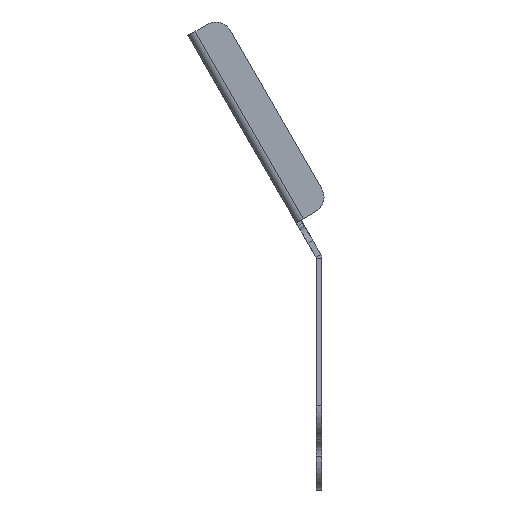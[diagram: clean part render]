
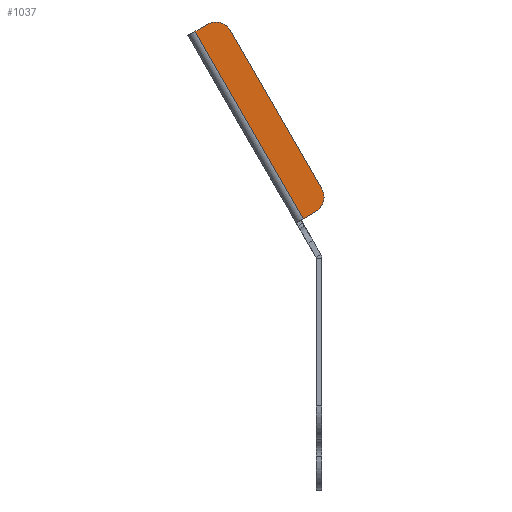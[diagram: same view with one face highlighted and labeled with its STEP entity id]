
A CAD part, left-side view. The second image highlights one B-rep face of the part: STEP entity #1037.
In plain terms, the highlighted planar face has unit normal (-1, 0, 0).
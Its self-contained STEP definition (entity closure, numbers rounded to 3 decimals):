
#18 = ORIENTED_EDGE ( 'NONE', *, *, #541, .T. ) ;
#72 = PLANE ( 'NONE',  #207 ) ;
#99 = DIRECTION ( 'NONE',  ( 0., 1., 0. ) ) ;
#146 = DIRECTION ( 'NONE',  ( -1., 0., 0. ) ) ;
#184 = EDGE_CURVE ( 'NONE', #2783, #1846, #2857, .T. ) ;
#190 = CARTESIAN_POINT ( 'NONE',  ( -56.388, 4.391, 18.048 ) ) ;
#207 = AXIS2_PLACEMENT_3D ( 'NONE', #2837, #2743, #2737 ) ;
#278 = EDGE_CURVE ( 'NONE', #1846, #1645, #1551, .T. ) ;
#337 = DIRECTION ( 'NONE',  ( 0., -0.866, 0.5 ) ) ;
#341 = CARTESIAN_POINT ( 'NONE',  ( -56.388, 1.891, 13.718 ) ) ;
#348 = ORIENTED_EDGE ( 'NONE', *, *, #1554, .F. ) ;
#361 = LINE ( 'NONE', #1368, #1510 ) ;
#541 = EDGE_CURVE ( 'NONE', #1827, #2783, #619, .T. ) ;
#619 = CIRCLE ( 'NONE', #2245, 5. ) ;
#681 = DIRECTION ( 'NONE',  ( 0., 0.5, 0.866 ) ) ;
#830 = VECTOR ( 'NONE', #337, 1000. ) ;
#1037 = ADVANCED_FACE ( 'NONE', ( #1930 ), #72, .F. ) ;
#1159 = DIRECTION ( 'NONE',  ( 0., 0.866, -0.5 ) ) ;
#1165 = ORIENTED_EDGE ( 'NONE', *, *, #278, .T. ) ;
#1368 = CARTESIAN_POINT ( 'NONE',  ( -56.388, 37.748, 67.297 ) ) ;
#1419 = ORIENTED_EDGE ( 'NONE', *, *, #184, .T. ) ;
#1502 = VERTEX_POINT ( 'NONE', #2865 ) ;
#1510 = VECTOR ( 'NONE', #2463, 1000. ) ;
#1521 = CARTESIAN_POINT ( 'NONE',  ( -56.388, 5.583, 11.586 ) ) ;
#1535 = ORIENTED_EDGE ( 'NONE', *, *, #2123, .T. ) ;
#1551 = CIRCLE ( 'NONE', #1629, 5. ) ;
#1554 = EDGE_CURVE ( 'NONE', #2213, #1502, #361, .T. ) ;
#1621 = EDGE_LOOP ( 'NONE', ( #1419, #1165, #2431, #348, #1535, #18 ) ) ;
#1629 = AXIS2_PLACEMENT_3D ( 'NONE', #2540, #2527, #2505 ) ;
#1645 = VERTEX_POINT ( 'NONE', #2128 ) ;
#1827 = VERTEX_POINT ( 'NONE', #341 ) ;
#1846 = VERTEX_POINT ( 'NONE', #2831 ) ;
#1925 = CARTESIAN_POINT ( 'NONE',  ( -56.388, 29.725, 71.928 ) ) ;
#1930 = FACE_OUTER_BOUND ( 'NONE', #1621, .T. ) ;
#2049 = EDGE_CURVE ( 'NONE', #1645, #1502, #2815, .T. ) ;
#2123 = EDGE_CURVE ( 'NONE', #2213, #1827, #2141, .T. ) ;
#2128 = CARTESIAN_POINT ( 'NONE',  ( -56.388, 34.056, 69.428 ) ) ;
#2141 = LINE ( 'NONE', #2361, #830 ) ;
#2213 = VERTEX_POINT ( 'NONE', #1521 ) ;
#2245 = AXIS2_PLACEMENT_3D ( 'NONE', #190, #146, #99 ) ;
#2361 = CARTESIAN_POINT ( 'NONE',  ( -56.388, -2.439, 16.218 ) ) ;
#2431 = ORIENTED_EDGE ( 'NONE', *, *, #2049, .T. ) ;
#2463 = DIRECTION ( 'NONE',  ( 0., 0.5, 0.866 ) ) ;
#2505 = DIRECTION ( 'NONE',  ( 0., 1., 0. ) ) ;
#2527 = DIRECTION ( 'NONE',  ( -1., 0., 0. ) ) ;
#2540 = CARTESIAN_POINT ( 'NONE',  ( -56.388, 31.556, 65.098 ) ) ;
#2737 = DIRECTION ( 'NONE',  ( 0., 1., 0. ) ) ;
#2743 = DIRECTION ( 'NONE',  ( 1., 0., 0. ) ) ;
#2765 = CARTESIAN_POINT ( 'NONE',  ( -56.388, 29.725, 71.928 ) ) ;
#2783 = VERTEX_POINT ( 'NONE', #2923 ) ;
#2794 = VECTOR ( 'NONE', #681, 1000. ) ;
#2815 = LINE ( 'NONE', #1925, #2876 ) ;
#2831 = CARTESIAN_POINT ( 'NONE',  ( -56.388, 27.225, 67.598 ) ) ;
#2837 = CARTESIAN_POINT ( 'NONE',  ( -56.388, 29.725, 71.928 ) ) ;
#2857 = LINE ( 'NONE', #2765, #2794 ) ;
#2865 = CARTESIAN_POINT ( 'NONE',  ( -56.388, 37.748, 67.297 ) ) ;
#2876 = VECTOR ( 'NONE', #1159, 1000. ) ;
#2923 = CARTESIAN_POINT ( 'NONE',  ( -56.388, 0.061, 20.548 ) ) ;
